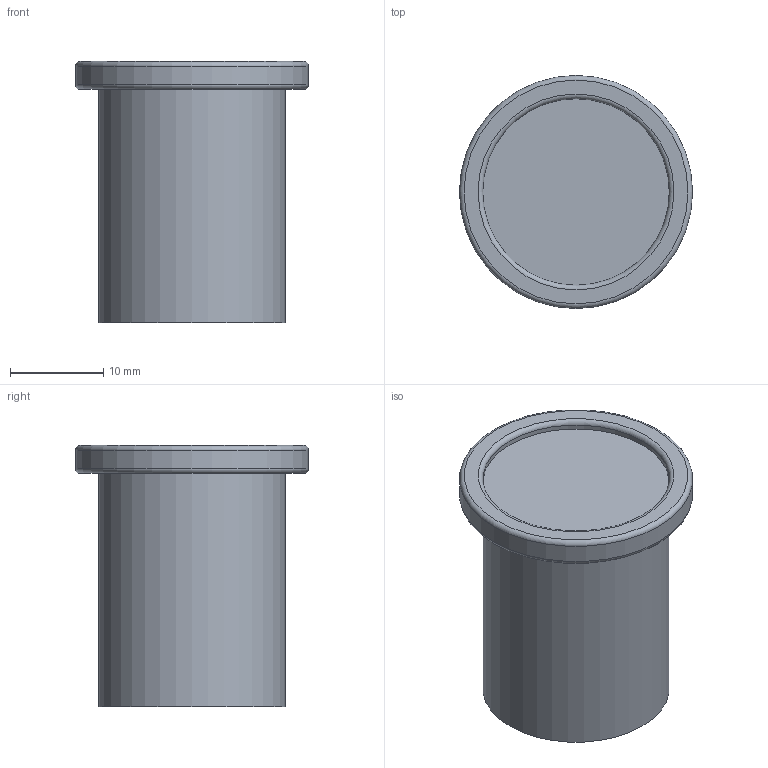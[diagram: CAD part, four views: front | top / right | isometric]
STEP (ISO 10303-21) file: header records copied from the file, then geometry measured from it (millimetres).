
FILE_DESCRIPTION(/* description */ (''),/* implementation_level */ '2;1');
FILE_NAME(/* name */ '0499_01.stp',/* time_stamp */ '2023-01-02T15:34:59+01:00',/* author */ ('jferrer'),/* organization */ (''),/* preprocessor_version */ 'ST-DEVELOPER v18.1',/* originating_system */ 'Autodesk Inventor 2022',/* authorisation */ '');
FILE_SCHEMA (('CONFIG_CONTROL_DESIGN'));
Length unit declared in the file: millimetre
Products named in the file (1): 0499_00
Bounding box: 25 x 25 x 28 mm (x, y, z)
Volume: 8910.8 mm3; surface area: 2902.7 mm2
Topology: 1 solids, 1 shells, 13 faces, 23 edges, 14 vertices
Faces by surface type: cylinder 4, plane 4, torus 3, cone 2
Full cylindrical faces by diameter (mm): 3.242 x1, 20 x2, 25 x1
Entity records: 357 total; most frequent: DIRECTION 66, CARTESIAN_POINT 50, ORIENTED_EDGE 44, AXIS2_PLACEMENT_3D 30, EDGE_CURVE 22, EDGE_LOOP 16, CIRCLE 16, VERTEX_POINT 14
